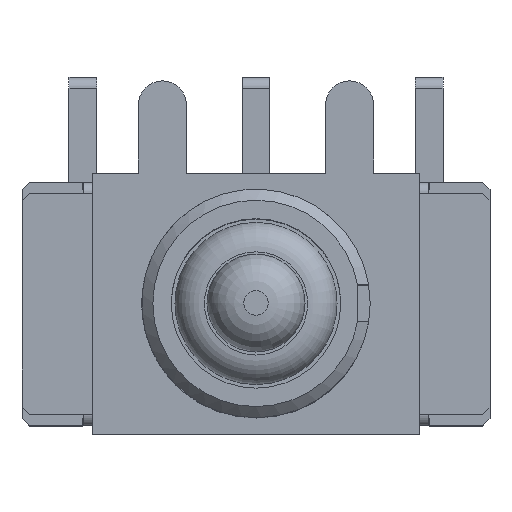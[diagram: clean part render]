
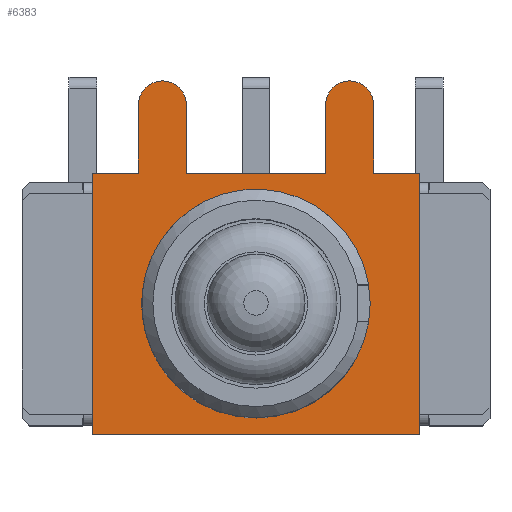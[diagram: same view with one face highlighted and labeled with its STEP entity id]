
A CAD part, top view. The second image highlights one B-rep face of the part: STEP entity #6383.
In plain terms, the highlighted face is planar.
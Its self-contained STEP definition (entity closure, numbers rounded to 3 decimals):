
#970=LINE('',#13741,#1504);
#973=LINE('',#13747,#1507);
#976=LINE('',#13753,#1510);
#977=LINE('',#13755,#1511);
#982=LINE('',#13765,#1516);
#984=LINE('',#13769,#1518);
#990=LINE('',#13787,#1524);
#991=LINE('',#13789,#1525);
#992=LINE('',#13791,#1526);
#993=LINE('',#13795,#1527);
#1504=VECTOR('',#9951,1000.);
#1507=VECTOR('',#9956,1000.);
#1510=VECTOR('',#9961,1000.);
#1511=VECTOR('',#9964,1000.);
#1516=VECTOR('',#9971,1000.);
#1518=VECTOR('',#9975,1000.);
#1524=VECTOR('',#9991,1000.);
#1525=VECTOR('',#9992,1000.);
#1526=VECTOR('',#9993,1000.);
#1527=VECTOR('',#9996,1000.);
#3317=ORIENTED_EDGE('',*,*,#4252,.F.);
#3318=ORIENTED_EDGE('',*,*,#4253,.F.);
#3319=ORIENTED_EDGE('',*,*,#4244,.F.);
#3320=ORIENTED_EDGE('',*,*,#4226,.F.);
#3321=ORIENTED_EDGE('',*,*,#4230,.F.);
#3322=ORIENTED_EDGE('',*,*,#4233,.F.);
#3323=ORIENTED_EDGE('',*,*,#4236,.F.);
#3324=ORIENTED_EDGE('',*,*,#4237,.F.);
#3325=ORIENTED_EDGE('',*,*,#4242,.F.);
#3326=ORIENTED_EDGE('',*,*,#4254,.F.);
#3327=ORIENTED_EDGE('',*,*,#4255,.T.);
#3328=ORIENTED_EDGE('',*,*,#4256,.T.);
#3329=ORIENTED_EDGE('',*,*,#4257,.T.);
#4226=EDGE_CURVE('',#4847,#4848,#4934,.T.);
#4230=EDGE_CURVE('',#4850,#4847,#970,.T.);
#4233=EDGE_CURVE('',#4852,#4850,#973,.T.);
#4236=EDGE_CURVE('',#4854,#4852,#976,.T.);
#4237=EDGE_CURVE('',#4855,#4854,#977,.T.);
#4242=EDGE_CURVE('',#4858,#4855,#982,.T.);
#4244=EDGE_CURVE('',#4848,#4860,#984,.T.);
#4252=EDGE_CURVE('',#4866,#4866,#4937,.F.);
#4253=EDGE_CURVE('',#4860,#4867,#990,.T.);
#4254=EDGE_CURVE('',#4868,#4858,#991,.T.);
#4255=EDGE_CURVE('',#4868,#4869,#992,.T.);
#4256=EDGE_CURVE('',#4869,#4870,#4938,.T.);
#4257=EDGE_CURVE('',#4870,#4867,#993,.T.);
#4847=VERTEX_POINT('',#13732);
#4848=VERTEX_POINT('',#13734);
#4850=VERTEX_POINT('',#13740);
#4852=VERTEX_POINT('',#13746);
#4854=VERTEX_POINT('',#13752);
#4855=VERTEX_POINT('',#13756);
#4858=VERTEX_POINT('',#13764);
#4860=VERTEX_POINT('',#13770);
#4866=VERTEX_POINT('',#13786);
#4867=VERTEX_POINT('',#13788);
#4868=VERTEX_POINT('',#13790);
#4869=VERTEX_POINT('',#13792);
#4870=VERTEX_POINT('',#13794);
#4934=CIRCLE('',#8595,0.65);
#4937=CIRCLE('',#8606,3.1);
#4938=CIRCLE('',#8607,0.65);
#5339=EDGE_LOOP('',(#3317));
#5340=EDGE_LOOP('',(#3318,#3319,#3320,#3321,#3322,#3323,#3324,#3325,#3326,
#3327,#3328,#3329));
#5748=FACE_BOUND('',#5339,.T.);
#5749=FACE_BOUND('',#5340,.T.);
#6026=PLANE('',#8605);
#6383=ADVANCED_FACE('',(#5748,#5749),#6026,.F.);
#8595=AXIS2_PLACEMENT_3D('',#13733,#9944,#9945);
#8605=AXIS2_PLACEMENT_3D('',#13784,#9987,#9988);
#8606=AXIS2_PLACEMENT_3D('',#13785,#9989,#9990);
#8607=AXIS2_PLACEMENT_3D('',#13793,#9994,#9995);
#9944=DIRECTION('',(0.,0.,1.));
#9945=DIRECTION('',(-1.,0.,0.));
#9951=DIRECTION('',(0.,-1.,0.));
#9956=DIRECTION('',(1.,0.,0.));
#9961=DIRECTION('',(0.,-1.,0.));
#9964=DIRECTION('',(-1.,0.,0.));
#9971=DIRECTION('',(0.,1.,0.));
#9975=DIRECTION('',(0.,1.,0.));
#9987=DIRECTION('',(0.,0.,1.));
#9988=DIRECTION('',(1.,0.,0.));
#9989=DIRECTION('',(0.,0.,1.));
#9990=DIRECTION('',(1.,0.,0.));
#9991=DIRECTION('',(1.,0.,0.));
#9992=DIRECTION('',(1.,0.,0.));
#9993=DIRECTION('',(0.,-1.,0.));
#9994=DIRECTION('',(0.,0.,-1.));
#9995=DIRECTION('',(1.,0.,0.));
#9996=DIRECTION('',(0.,1.,0.));
#13732=CARTESIAN_POINT('',(-3.19,-5.4,-0.5));
#13733=CARTESIAN_POINT('',(-2.54,-5.4,-0.5));
#13734=CARTESIAN_POINT('',(-1.89,-5.4,-0.5));
#13740=CARTESIAN_POINT('',(-3.19,-3.55,-0.5));
#13741=CARTESIAN_POINT('',(-3.19,-3.55,-0.5));
#13746=CARTESIAN_POINT('',(-4.45,-3.55,-0.5));
#13747=CARTESIAN_POINT('',(-4.45,-3.55,-0.5));
#13752=CARTESIAN_POINT('',(-4.45,3.55,-0.5));
#13753=CARTESIAN_POINT('',(-4.45,3.55,-0.5));
#13755=CARTESIAN_POINT('',(4.45,3.55,-0.5));
#13756=CARTESIAN_POINT('',(4.45,3.55,-0.5));
#13764=CARTESIAN_POINT('',(4.45,-3.55,-0.5));
#13765=CARTESIAN_POINT('',(4.45,-3.55,-0.5));
#13769=CARTESIAN_POINT('',(-1.89,-5.4,-0.5));
#13770=CARTESIAN_POINT('',(-1.89,-3.55,-0.5));
#13784=CARTESIAN_POINT('',(0.,0.,-0.5));
#13785=CARTESIAN_POINT('',(0.,0.,-0.5));
#13786=CARTESIAN_POINT('',(3.1,0.,-0.5));
#13787=CARTESIAN_POINT('',(-4.45,-3.55,-0.5));
#13788=CARTESIAN_POINT('',(1.89,-3.55,-0.5));
#13789=CARTESIAN_POINT('',(-4.45,-3.55,-0.5));
#13790=CARTESIAN_POINT('',(3.19,-3.55,-0.5));
#13791=CARTESIAN_POINT('',(3.19,-3.55,-0.5));
#13792=CARTESIAN_POINT('',(3.19,-5.4,-0.5));
#13793=CARTESIAN_POINT('',(2.54,-5.4,-0.5));
#13794=CARTESIAN_POINT('',(1.89,-5.4,-0.5));
#13795=CARTESIAN_POINT('',(1.89,-5.4,-0.5));
